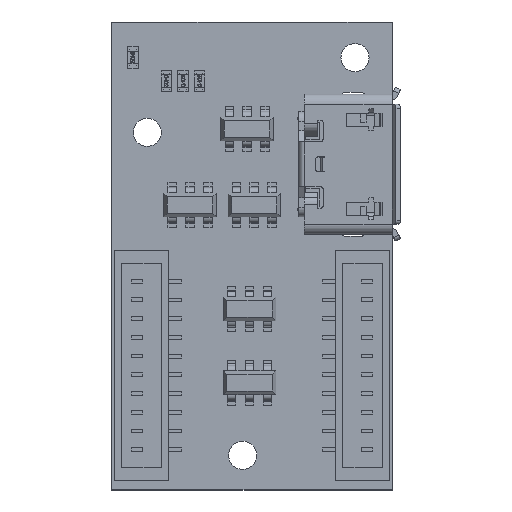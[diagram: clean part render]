
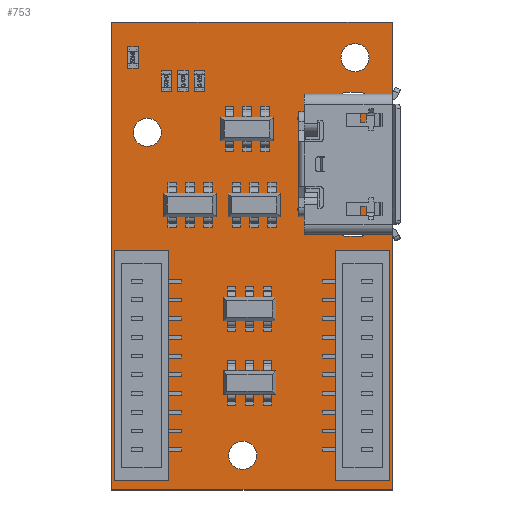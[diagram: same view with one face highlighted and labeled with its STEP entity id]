
A CAD part, top view. The second image highlights one B-rep face of the part: STEP entity #753.
In plain terms, the highlighted planar face has unit normal (0, 0, 1).
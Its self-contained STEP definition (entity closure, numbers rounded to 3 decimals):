
#112 = VERTEX_POINT('',#113);
#113 = CARTESIAN_POINT('',(1.5,25.,0.284));
#119 = EDGE_CURVE('',#112,#120,#122,.T.);
#120 = VERTEX_POINT('',#121);
#121 = CARTESIAN_POINT('',(0.,25.,0.284));
#122 = LINE('',#123,#124);
#123 = CARTESIAN_POINT('',(1.5,25.,0.284));
#124 = VECTOR('',#125,1.);
#125 = DIRECTION('',(-1.,0.,0.));
#150 = EDGE_CURVE('',#120,#151,#153,.T.);
#151 = VERTEX_POINT('',#152);
#152 = CARTESIAN_POINT('',(0.,0.,0.284));
#153 = LINE('',#154,#155);
#154 = CARTESIAN_POINT('',(0.,25.,0.284));
#155 = VECTOR('',#156,1.);
#156 = DIRECTION('',(0.,-1.,0.));
#181 = EDGE_CURVE('',#151,#182,#184,.T.);
#182 = VERTEX_POINT('',#183);
#183 = CARTESIAN_POINT('',(15.,0.,0.284));
#184 = LINE('',#185,#186);
#185 = CARTESIAN_POINT('',(0.,0.,0.284));
#186 = VECTOR('',#187,1.);
#187 = DIRECTION('',(1.,0.,0.));
#212 = EDGE_CURVE('',#182,#213,#215,.T.);
#213 = VERTEX_POINT('',#214);
#214 = CARTESIAN_POINT('',(15.,25.,0.284));
#215 = LINE('',#216,#217);
#216 = CARTESIAN_POINT('',(15.,0.,0.284));
#217 = VECTOR('',#218,1.);
#218 = DIRECTION('',(0.,1.,0.));
#243 = EDGE_CURVE('',#213,#244,#246,.T.);
#244 = VERTEX_POINT('',#245);
#245 = CARTESIAN_POINT('',(9.5,25.,0.284));
#246 = LINE('',#247,#248);
#247 = CARTESIAN_POINT('',(15.,25.,0.284));
#248 = VECTOR('',#249,1.);
#249 = DIRECTION('',(-1.,0.,0.));
#274 = EDGE_CURVE('',#244,#112,#275,.T.);
#275 = LINE('',#276,#277);
#276 = CARTESIAN_POINT('',(9.5,25.,0.284));
#277 = VECTOR('',#278,1.);
#278 = DIRECTION('',(-1.,0.,0.));
#298 = VERTEX_POINT('',#299);
#299 = CARTESIAN_POINT('',(7.75,1.85,0.284));
#305 = EDGE_CURVE('',#298,#298,#306,.T.);
#306 = CIRCLE('',#307,0.75);
#307 = AXIS2_PLACEMENT_3D('',#308,#309,#310);
#308 = CARTESIAN_POINT('',(7.,1.85,0.284));
#309 = DIRECTION('',(0.,0.,1.));
#310 = DIRECTION('',(1.,0.,0.));
#331 = VERTEX_POINT('',#332);
#332 = CARTESIAN_POINT('',(2.65,19.1,0.284));
#338 = EDGE_CURVE('',#331,#331,#339,.T.);
#339 = CIRCLE('',#340,0.75);
#340 = AXIS2_PLACEMENT_3D('',#341,#342,#343);
#341 = CARTESIAN_POINT('',(1.9,19.1,0.284));
#342 = DIRECTION('',(0.,0.,1.));
#343 = DIRECTION('',(1.,0.,0.));
#364 = VERTEX_POINT('',#365);
#365 = CARTESIAN_POINT('',(10.555,19.825,0.284));
#371 = EDGE_CURVE('',#364,#364,#372,.T.);
#372 = CIRCLE('',#373,0.305);
#373 = AXIS2_PLACEMENT_3D('',#374,#375,#376);
#374 = CARTESIAN_POINT('',(10.25,19.825,0.284));
#375 = DIRECTION('',(0.,0.,1.));
#376 = DIRECTION('',(1.,0.,0.));
#397 = VERTEX_POINT('',#398);
#398 = CARTESIAN_POINT('',(10.555,14.975,0.284));
#404 = EDGE_CURVE('',#397,#397,#405,.T.);
#405 = CIRCLE('',#406,0.305);
#406 = AXIS2_PLACEMENT_3D('',#407,#408,#409);
#407 = CARTESIAN_POINT('',(10.25,14.975,0.284));
#408 = DIRECTION('',(0.,0.,1.));
#409 = DIRECTION('',(1.,0.,0.));
#430 = VERTEX_POINT('',#431);
#431 = CARTESIAN_POINT('',(12.506,13.546,0.284));
#437 = EDGE_CURVE('',#430,#438,#440,.T.);
#438 = VERTEX_POINT('',#439);
#439 = CARTESIAN_POINT('',(13.294,13.546,0.284));
#440 = LINE('',#441,#442);
#441 = CARTESIAN_POINT('',(12.506,13.546,0.284));
#442 = VECTOR('',#443,1.);
#443 = DIRECTION('',(1.,0.,0.));
#468 = EDGE_CURVE('',#438,#469,#471,.T.);
#469 = VERTEX_POINT('',#470);
#470 = CARTESIAN_POINT('',(13.294,14.054,0.284));
#471 = CIRCLE('',#472,0.254);
#472 = AXIS2_PLACEMENT_3D('',#473,#474,#475);
#473 = CARTESIAN_POINT('',(13.294,13.8,0.284));
#474 = DIRECTION('',(0.,0.,1.));
#475 = DIRECTION('',(0.,-1.,0.));
#501 = EDGE_CURVE('',#469,#502,#504,.T.);
#502 = VERTEX_POINT('',#503);
#503 = CARTESIAN_POINT('',(12.506,14.054,0.284));
#504 = LINE('',#505,#506);
#505 = CARTESIAN_POINT('',(13.294,14.054,0.284));
#506 = VECTOR('',#507,1.);
#507 = DIRECTION('',(-1.,0.,0.));
#532 = EDGE_CURVE('',#502,#430,#533,.T.);
#533 = CIRCLE('',#534,0.254);
#534 = AXIS2_PLACEMENT_3D('',#535,#536,#537);
#535 = CARTESIAN_POINT('',(12.506,13.8,0.284));
#536 = DIRECTION('',(0.,0.,1.));
#537 = DIRECTION('',(0.,1.,0.));
#558 = VERTEX_POINT('',#559);
#559 = CARTESIAN_POINT('',(12.506,20.746,0.284));
#565 = EDGE_CURVE('',#558,#566,#568,.T.);
#566 = VERTEX_POINT('',#567);
#567 = CARTESIAN_POINT('',(13.294,20.746,0.284));
#568 = LINE('',#569,#570);
#569 = CARTESIAN_POINT('',(12.506,20.746,0.284));
#570 = VECTOR('',#571,1.);
#571 = DIRECTION('',(1.,0.,0.));
#596 = EDGE_CURVE('',#566,#597,#599,.T.);
#597 = VERTEX_POINT('',#598);
#598 = CARTESIAN_POINT('',(13.294,21.254,0.284));
#599 = CIRCLE('',#600,0.254);
#600 = AXIS2_PLACEMENT_3D('',#601,#602,#603);
#601 = CARTESIAN_POINT('',(13.294,21.,0.284));
#602 = DIRECTION('',(0.,0.,1.));
#603 = DIRECTION('',(0.,-1.,0.));
#629 = EDGE_CURVE('',#597,#630,#632,.T.);
#630 = VERTEX_POINT('',#631);
#631 = CARTESIAN_POINT('',(12.506,21.254,0.284));
#632 = LINE('',#633,#634);
#633 = CARTESIAN_POINT('',(13.294,21.254,0.284));
#634 = VECTOR('',#635,1.);
#635 = DIRECTION('',(-1.,0.,0.));
#660 = EDGE_CURVE('',#630,#558,#661,.T.);
#661 = CIRCLE('',#662,0.254);
#662 = AXIS2_PLACEMENT_3D('',#663,#664,#665);
#663 = CARTESIAN_POINT('',(12.506,21.,0.284));
#664 = DIRECTION('',(0.,0.,1.));
#665 = DIRECTION('',(0.,1.,0.));
#686 = VERTEX_POINT('',#687);
#687 = CARTESIAN_POINT('',(13.75,23.1,0.284));
#693 = EDGE_CURVE('',#686,#686,#694,.T.);
#694 = CIRCLE('',#695,0.75);
#695 = AXIS2_PLACEMENT_3D('',#696,#697,#698);
#696 = CARTESIAN_POINT('',(13.,23.1,0.284));
#697 = DIRECTION('',(0.,0.,1.));
#698 = DIRECTION('',(1.,0.,0.));
#753 = ADVANCED_FACE('',(#754,#762,#765,#768,#771,#774,#780,#786),#789,
  .F.);
#754 = FACE_BOUND('',#755,.T.);
#755 = EDGE_LOOP('',(#756,#757,#758,#759,#760,#761));
#756 = ORIENTED_EDGE('',*,*,#119,.T.);
#757 = ORIENTED_EDGE('',*,*,#150,.T.);
#758 = ORIENTED_EDGE('',*,*,#181,.T.);
#759 = ORIENTED_EDGE('',*,*,#212,.T.);
#760 = ORIENTED_EDGE('',*,*,#243,.T.);
#761 = ORIENTED_EDGE('',*,*,#274,.T.);
#762 = FACE_BOUND('',#763,.F.);
#763 = EDGE_LOOP('',(#764));
#764 = ORIENTED_EDGE('',*,*,#305,.T.);
#765 = FACE_BOUND('',#766,.F.);
#766 = EDGE_LOOP('',(#767));
#767 = ORIENTED_EDGE('',*,*,#338,.T.);
#768 = FACE_BOUND('',#769,.F.);
#769 = EDGE_LOOP('',(#770));
#770 = ORIENTED_EDGE('',*,*,#371,.T.);
#771 = FACE_BOUND('',#772,.F.);
#772 = EDGE_LOOP('',(#773));
#773 = ORIENTED_EDGE('',*,*,#404,.T.);
#774 = FACE_BOUND('',#775,.F.);
#775 = EDGE_LOOP('',(#776,#777,#778,#779));
#776 = ORIENTED_EDGE('',*,*,#437,.T.);
#777 = ORIENTED_EDGE('',*,*,#468,.T.);
#778 = ORIENTED_EDGE('',*,*,#501,.T.);
#779 = ORIENTED_EDGE('',*,*,#532,.T.);
#780 = FACE_BOUND('',#781,.F.);
#781 = EDGE_LOOP('',(#782,#783,#784,#785));
#782 = ORIENTED_EDGE('',*,*,#565,.T.);
#783 = ORIENTED_EDGE('',*,*,#596,.T.);
#784 = ORIENTED_EDGE('',*,*,#629,.T.);
#785 = ORIENTED_EDGE('',*,*,#660,.T.);
#786 = FACE_BOUND('',#787,.F.);
#787 = EDGE_LOOP('',(#788));
#788 = ORIENTED_EDGE('',*,*,#693,.T.);
#789 = PLANE('',#790);
#790 = AXIS2_PLACEMENT_3D('',#791,#792,#793);
#791 = CARTESIAN_POINT('',(1.5,25.,0.284));
#792 = DIRECTION('',(0.,0.,-1.));
#793 = DIRECTION('',(-1.,0.,0.));
